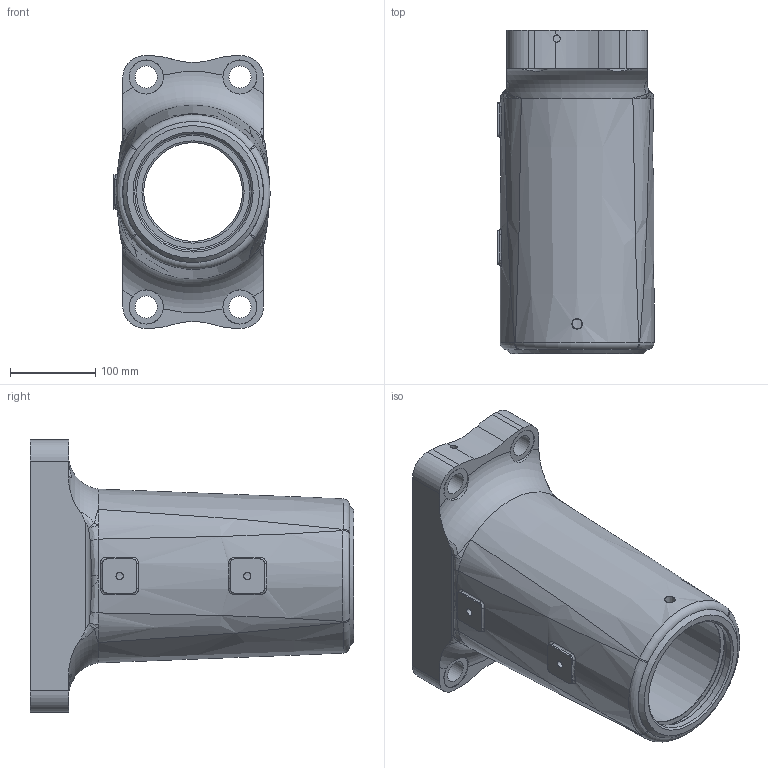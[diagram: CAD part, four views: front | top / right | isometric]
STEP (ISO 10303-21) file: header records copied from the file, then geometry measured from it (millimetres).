
FILE_DESCRIPTION (( 'STEP AP203' ), '1' );
FILE_NAME ('412B04S03-½Ä±ì.STEP', '2023-09-28T05:44:00', ( '' ), ( '' ), 'SwSTEP 2.0', 'SolidWorks 2018', '' );
FILE_SCHEMA (( 'CONFIG_CONTROL_DESIGN' ));
Length unit declared in the file: millimetre
Products named in the file (1): 412B04S03-衝桿
Bounding box: 183.45 x 380 x 320 mm (x, y, z)
Volume: 6622509 mm3; surface area: 489979.3 mm2
Topology: 1 solids, 1 shells, 143 faces, 368 edges, 229 vertices
Faces by surface type: bspline 46, cylinder 41, plane 31, cone 14, torus 9, sphere 2
Full cylindrical faces by diameter (mm): 8.5 x3, 11.5 x1, 13 x2, 26 x4, 40 x4, 116 x1, 136 x1, 137 x2, 150 x1
Entity records: 7241 total; most frequent: CARTESIAN_POINT 4193, ORIENTED_EDGE 624, DIRECTION 551, EDGE_CURVE 312, AXIS2_PLACEMENT_3D 244, VERTEX_POINT 213, EDGE_LOOP 203, FACE_OUTER_BOUND 167
